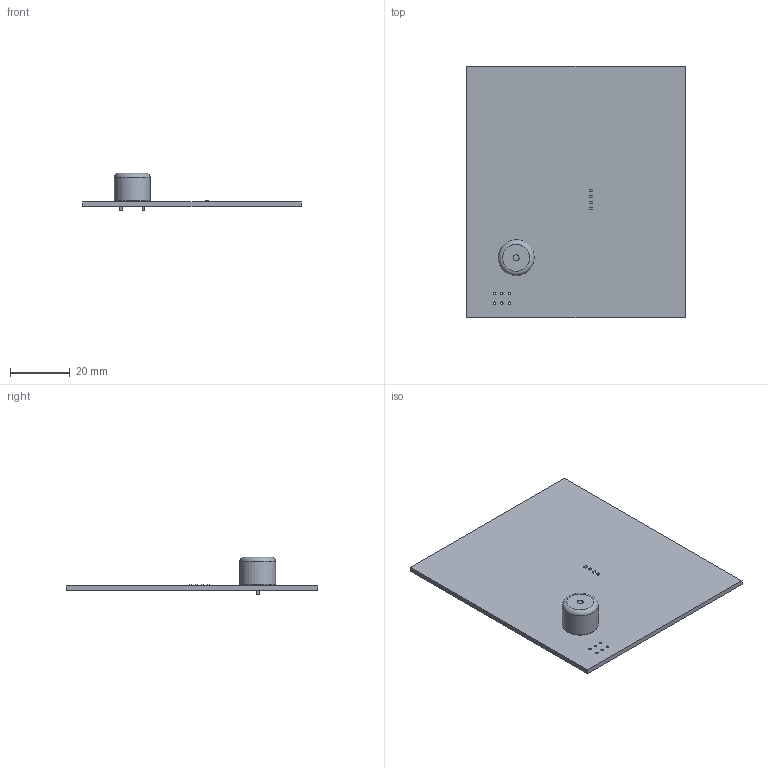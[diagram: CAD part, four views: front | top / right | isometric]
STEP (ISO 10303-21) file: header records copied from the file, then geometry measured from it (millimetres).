
FILE_DESCRIPTION(('KiCad electronic assembly'),'2;1');
FILE_NAME('simon-says-skull.step','2024-10-14T16:10:23',('Pcbnew'),( 'Kicad'),'Open CASCADE STEP processor 7.8','KiCad to STEP converter' ,'Unknown');
FILE_SCHEMA(('AUTOMOTIVE_DESIGN { 1 0 10303 214 1 1 1 1 }'));
Length unit declared in the file: millimetre
Products named in the file (6): simon-says-skull 1; R_0402_1005Metric; Buzzer_12x9.5RM7.6; Buzzer_12x95RM76; _autosave-simon-says-skull_PCB
Assembly tree (8 placements, depth 3):
  simon-says-skull 1
    R_0402_1005Metric  x4
      R_0402_1005Metric
    Buzzer_12x9.5RM7.6
      Buzzer_12x95RM76
    _autosave-simon-says-skull_PCB
Bounding box: 73 x 84 x 12.53 mm (x, y, z)
Volume: 10864.6 mm3; surface area: 13372 mm2
Topology: 6 solids, 6 shells, 131 faces, 328 edges, 212 vertices
Faces by surface type: plane 83, cylinder 44, torus 4
Full cylindrical faces by diameter (mm): 0.8 x6, 0.9 x2, 1 x2, 2 x1, 12 x1
Entity records: 1963 total; most frequent: DIRECTION 296, CARTESIAN_POINT 266, ORIENTED_EDGE 248, EDGE_CURVE 124, AXIS2_PLACEMENT_3D 110, VERTEX_POINT 80, LINE 76, VECTOR 76
